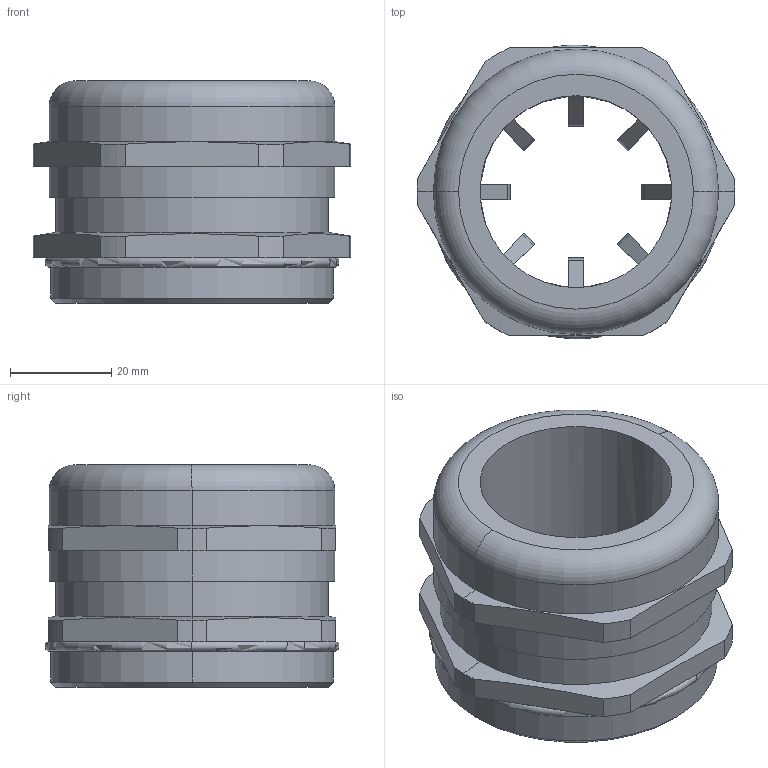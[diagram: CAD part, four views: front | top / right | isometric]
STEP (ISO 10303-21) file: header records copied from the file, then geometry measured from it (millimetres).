
FILE_DESCRIPTION (( 'STEP AP203' ), '1' );
FILE_NAME ('WNAC-M56(D30-38).STP', '2017-09-13T11:39:10', ( '微软用户' ), ( '微软中国' ), 'SwSTEP 2.0', 'SolidWorks 2012', '' );
FILE_SCHEMA (( 'CONFIG_CONTROL_DESIGN' ));
Length unit declared in the file: millimetre
Products named in the file (1): WNAC-M56(D30-38)
Bounding box: 62.8 x 58.19 x 44 mm (x, y, z)
Volume: 60537.9 mm3; surface area: 17667.8 mm2
Topology: 1 solids, 1 shells, 112 faces, 294 edges, 192 vertices
Faces by surface type: plane 62, cylinder 40, cone 6, torus 4
Entity records: 3633 total; most frequent: CARTESIAN_POINT 787, ORIENTED_EDGE 588, DIRECTION 580, EDGE_CURVE 294, AXIS2_PLACEMENT_3D 211, VERTEX_POINT 192, VECTOR 158, LINE 158
